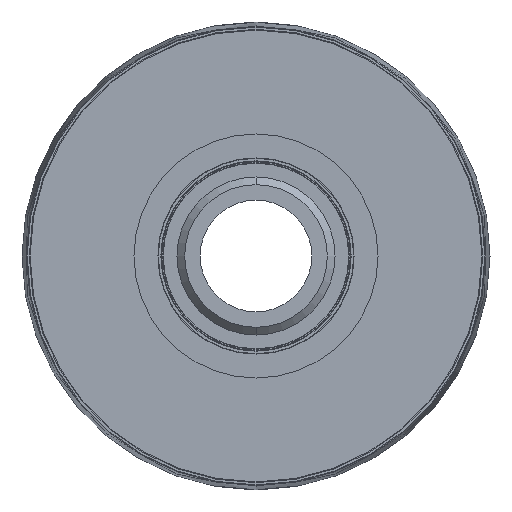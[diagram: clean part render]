
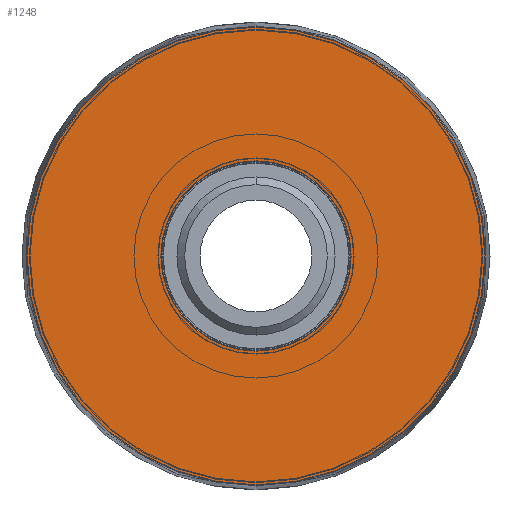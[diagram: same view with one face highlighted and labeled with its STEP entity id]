
A CAD part, front view. The second image highlights one B-rep face of the part: STEP entity #1248.
In plain terms, the highlighted planar face has unit normal (0, -1, 0).
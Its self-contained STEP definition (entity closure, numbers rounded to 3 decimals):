
#39 = AXIS2_PLACEMENT_3D ( 'NONE', #1953, #872, #1091 ) ;
#69 = CIRCLE ( 'NONE', #1185, 12.305 ) ;
#139 = FACE_OUTER_BOUND ( 'NONE', #2361, .T. ) ;
#172 = VERTEX_POINT ( 'NONE', #1145 ) ;
#179 = ORIENTED_EDGE ( 'NONE', *, *, #511, .T. ) ;
#280 = CARTESIAN_POINT ( 'NONE',  ( 0., 0., 0. ) ) ;
#302 = AXIS2_PLACEMENT_3D ( 'NONE', #1275, #905, #2359 ) ;
#321 = VERTEX_POINT ( 'NONE', #1623 ) ;
#511 = EDGE_CURVE ( 'NONE', #321, #172, #69, .T. ) ;
#514 = VERTEX_POINT ( 'NONE', #1479 ) ;
#562 = DIRECTION ( 'NONE',  ( 0., 1., 0. ) ) ;
#594 = EDGE_CURVE ( 'NONE', #1911, #514, #1336, .T. ) ;
#691 = FACE_BOUND ( 'NONE', #1537, .T. ) ;
#709 = CARTESIAN_POINT ( 'NONE',  ( 0., 0., 29.609 ) ) ;
#808 = AXIS2_PLACEMENT_3D ( 'NONE', #1012, #1738, #1214 ) ;
#872 = DIRECTION ( 'NONE',  ( 0., 1., 0. ) ) ;
#887 = ORIENTED_EDGE ( 'NONE', *, *, #1302, .T. ) ;
#905 = DIRECTION ( 'NONE',  ( 0., -1., 0. ) ) ;
#914 = CARTESIAN_POINT ( 'NONE',  ( 0., 0., 0. ) ) ;
#956 = CIRCLE ( 'NONE', #808, 12.305 ) ;
#1012 = CARTESIAN_POINT ( 'NONE',  ( 0., 0., 0. ) ) ;
#1031 = ORIENTED_EDGE ( 'NONE', *, *, #594, .T. ) ;
#1091 = DIRECTION ( 'NONE',  ( 0., 0., 1. ) ) ;
#1145 = CARTESIAN_POINT ( 'NONE',  ( 0., 0., 12.305 ) ) ;
#1185 = AXIS2_PLACEMENT_3D ( 'NONE', #914, #562, #2201 ) ;
#1199 = ORIENTED_EDGE ( 'NONE', *, *, #1586, .T. ) ;
#1214 = DIRECTION ( 'NONE',  ( 0., 0., 1. ) ) ;
#1248 = ADVANCED_FACE ( 'NONE', ( #139, #691 ), #1776, .F. ) ;
#1275 = CARTESIAN_POINT ( 'NONE',  ( 0., 0., 0. ) ) ;
#1280 = DIRECTION ( 'NONE',  ( 0., 0., 1. ) ) ;
#1302 = EDGE_CURVE ( 'NONE', #514, #1911, #1458, .T. ) ;
#1336 = CIRCLE ( 'NONE', #302, 29.609 ) ;
#1458 = CIRCLE ( 'NONE', #2019, 29.609 ) ;
#1479 = CARTESIAN_POINT ( 'NONE',  ( 0., 0., -29.609 ) ) ;
#1537 = EDGE_LOOP ( 'NONE', ( #1199, #179 ) ) ;
#1586 = EDGE_CURVE ( 'NONE', #172, #321, #956, .T. ) ;
#1623 = CARTESIAN_POINT ( 'NONE',  ( 0., 0., -12.305 ) ) ;
#1738 = DIRECTION ( 'NONE',  ( 0., 1., 0. ) ) ;
#1776 = PLANE ( 'NONE',  #39 ) ;
#1911 = VERTEX_POINT ( 'NONE', #709 ) ;
#1953 = CARTESIAN_POINT ( 'NONE',  ( -12.205, 0., 0. ) ) ;
#2019 = AXIS2_PLACEMENT_3D ( 'NONE', #280, #2086, #1280 ) ;
#2086 = DIRECTION ( 'NONE',  ( 0., -1., 0. ) ) ;
#2201 = DIRECTION ( 'NONE',  ( 0., 0., 1. ) ) ;
#2359 = DIRECTION ( 'NONE',  ( 0., 0., 1. ) ) ;
#2361 = EDGE_LOOP ( 'NONE', ( #1031, #887 ) ) ;
